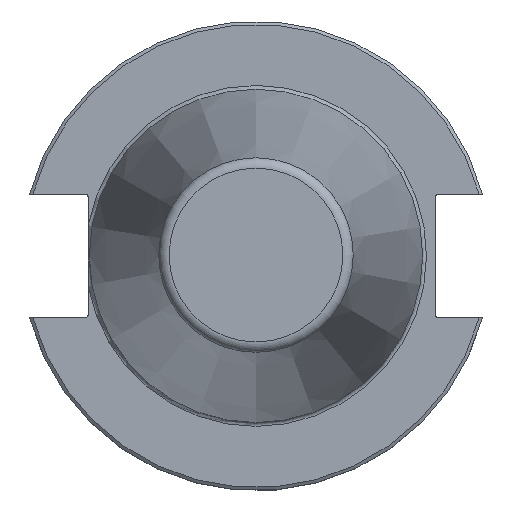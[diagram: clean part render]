
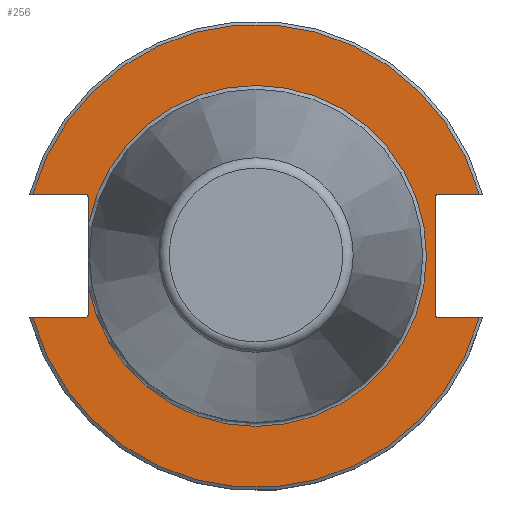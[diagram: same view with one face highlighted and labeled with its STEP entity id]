
A CAD part, top view. The second image highlights one B-rep face of the part: STEP entity #256.
In plain terms, the highlighted planar face has unit normal (0, 0, 1).
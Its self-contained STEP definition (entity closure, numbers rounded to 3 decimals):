
#117=LINE('',#1514,#161);
#120=LINE('',#1522,#164);
#123=LINE('',#1530,#167);
#134=LINE('',#1725,#178);
#135=LINE('',#1729,#179);
#136=LINE('',#1732,#180);
#137=LINE('',#1736,#181);
#161=VECTOR('',#1160,1.);
#164=VECTOR('',#1169,1.);
#167=VECTOR('',#1178,1.);
#178=VECTOR('',#1245,1.);
#179=VECTOR('',#1248,1.);
#180=VECTOR('',#1251,1.);
#181=VECTOR('',#1254,1.);
#256=ADVANCED_FACE('',(#327),#297,.T.);
#297=PLANE('',#1055);
#327=FACE_OUTER_BOUND('',#374,.T.);
#374=EDGE_LOOP('',(#535,#536,#537,#538,#539,#540,#541,#542,#543,#544,#545,
#546,#547,#548));
#535=ORIENTED_EDGE('',*,*,#861,.F.);
#536=ORIENTED_EDGE('',*,*,#862,.T.);
#537=ORIENTED_EDGE('',*,*,#863,.F.);
#538=ORIENTED_EDGE('',*,*,#864,.T.);
#539=ORIENTED_EDGE('',*,*,#865,.F.);
#540=ORIENTED_EDGE('',*,*,#821,.F.);
#541=ORIENTED_EDGE('',*,*,#819,.F.);
#542=ORIENTED_EDGE('',*,*,#817,.T.);
#543=ORIENTED_EDGE('',*,*,#815,.F.);
#544=ORIENTED_EDGE('',*,*,#813,.T.);
#545=ORIENTED_EDGE('',*,*,#860,.F.);
#546=ORIENTED_EDGE('',*,*,#866,.F.);
#547=ORIENTED_EDGE('',*,*,#867,.F.);
#548=ORIENTED_EDGE('',*,*,#868,.T.);
#717=VERTEX_POINT('',#1513);
#718=VERTEX_POINT('',#1515);
#719=VERTEX_POINT('',#1519);
#720=VERTEX_POINT('',#1523);
#721=VERTEX_POINT('',#1527);
#722=VERTEX_POINT('',#1531);
#747=VERTEX_POINT('',#1719);
#748=VERTEX_POINT('',#1723);
#749=VERTEX_POINT('',#1724);
#750=VERTEX_POINT('',#1726);
#751=VERTEX_POINT('',#1728);
#752=VERTEX_POINT('',#1730);
#753=VERTEX_POINT('',#1733);
#754=VERTEX_POINT('',#1735);
#813=EDGE_CURVE('',#718,#717,#117,.T.);
#815=EDGE_CURVE('',#718,#719,#928,.T.);
#817=EDGE_CURVE('',#720,#719,#120,.T.);
#819=EDGE_CURVE('',#720,#721,#929,.T.);
#821=EDGE_CURVE('',#721,#722,#123,.T.);
#860=EDGE_CURVE('',#747,#717,#942,.T.);
#861=EDGE_CURVE('',#748,#749,#943,.T.);
#862=EDGE_CURVE('',#748,#750,#134,.T.);
#863=EDGE_CURVE('',#751,#750,#944,.T.);
#864=EDGE_CURVE('',#751,#752,#135,.T.);
#865=EDGE_CURVE('',#722,#752,#945,.T.);
#866=EDGE_CURVE('',#753,#747,#136,.T.);
#867=EDGE_CURVE('',#754,#753,#946,.T.);
#868=EDGE_CURVE('',#754,#749,#137,.T.);
#928=CIRCLE('',#1019,0.75);
#929=CIRCLE('',#1022,0.75);
#942=CIRCLE('',#1049,48.539);
#943=CIRCLE('',#1051,35.725);
#944=CIRCLE('',#1052,0.75);
#945=CIRCLE('',#1053,48.539);
#946=CIRCLE('',#1054,0.75);
#1019=AXIS2_PLACEMENT_3D('',#1518,#1164,#1165);
#1022=AXIS2_PLACEMENT_3D('',#1526,#1173,#1174);
#1049=AXIS2_PLACEMENT_3D('',#1720,#1239,#1240);
#1051=AXIS2_PLACEMENT_3D('',#1722,#1243,#1244);
#1052=AXIS2_PLACEMENT_3D('',#1727,#1246,#1247);
#1053=AXIS2_PLACEMENT_3D('',#1731,#1249,#1250);
#1054=AXIS2_PLACEMENT_3D('',#1734,#1252,#1253);
#1055=AXIS2_PLACEMENT_3D('',#1737,#1255,#1256);
#1160=DIRECTION('',(1.,0.,0.));
#1164=DIRECTION('',(0.,0.,1.));
#1165=DIRECTION('',(0.,1.,0.));
#1169=DIRECTION('',(0.,1.,0.));
#1173=DIRECTION('',(0.,0.,1.));
#1174=DIRECTION('',(-1.,0.,0.));
#1178=DIRECTION('',(1.,0.,0.));
#1239=DIRECTION('',(0.,0.,-1.));
#1240=DIRECTION('',(0.,1.,0.));
#1243=DIRECTION('',(0.,0.,1.));
#1244=DIRECTION('',(0.,-1.,0.));
#1245=DIRECTION('',(0.,-1.,0.));
#1246=DIRECTION('',(0.,0.,1.));
#1247=DIRECTION('',(0.,-1.,0.));
#1248=DIRECTION('',(-1.,0.,0.));
#1249=DIRECTION('',(0.,0.,-1.));
#1250=DIRECTION('',(0.964,-0.267,0.));
#1251=DIRECTION('',(-1.,0.,0.));
#1252=DIRECTION('',(0.,0.,1.));
#1253=DIRECTION('',(1.,0.,0.));
#1254=DIRECTION('',(0.,-1.,0.));
#1255=DIRECTION('',(0.,0.,1.));
#1256=DIRECTION('',(0.,-1.,0.));
#1513=CARTESIAN_POINT('',(46.778,12.955,-3.2));
#1514=CARTESIAN_POINT('',(38.28,12.955,-3.2));
#1515=CARTESIAN_POINT('',(38.28,12.955,-3.2));
#1518=CARTESIAN_POINT('',(38.28,12.205,-3.2));
#1519=CARTESIAN_POINT('',(37.53,12.205,-3.2));
#1522=CARTESIAN_POINT('',(37.53,-12.205,-3.2));
#1523=CARTESIAN_POINT('',(37.53,-12.205,-3.2));
#1526=CARTESIAN_POINT('',(38.28,-12.205,-3.2));
#1527=CARTESIAN_POINT('',(38.28,-12.955,-3.2));
#1530=CARTESIAN_POINT('',(38.28,-12.955,-3.2));
#1531=CARTESIAN_POINT('',(46.778,-12.955,-3.2));
#1719=CARTESIAN_POINT('',(-46.778,12.955,-3.2));
#1720=CARTESIAN_POINT('',(0.,0.,-3.2));
#1722=CARTESIAN_POINT('',(0.,0.,-3.2));
#1723=CARTESIAN_POINT('',(-35.12,-6.547,-3.2));
#1724=CARTESIAN_POINT('',(-35.12,6.547,-3.2));
#1725=CARTESIAN_POINT('',(-35.12,-6.547,-3.2));
#1726=CARTESIAN_POINT('',(-35.12,-12.205,-3.2));
#1727=CARTESIAN_POINT('',(-35.87,-12.205,-3.2));
#1728=CARTESIAN_POINT('',(-35.87,-12.955,-3.2));
#1729=CARTESIAN_POINT('',(-35.87,-12.955,-3.2));
#1730=CARTESIAN_POINT('',(-46.778,-12.955,-3.2));
#1731=CARTESIAN_POINT('',(0.,0.,-3.2));
#1732=CARTESIAN_POINT('',(-35.87,12.955,-3.2));
#1733=CARTESIAN_POINT('',(-35.87,12.955,-3.2));
#1734=CARTESIAN_POINT('',(-35.87,12.205,-3.2));
#1735=CARTESIAN_POINT('',(-35.12,12.205,-3.2));
#1736=CARTESIAN_POINT('',(-35.12,12.205,-3.2));
#1737=CARTESIAN_POINT('',(0.,0.,-3.2));
